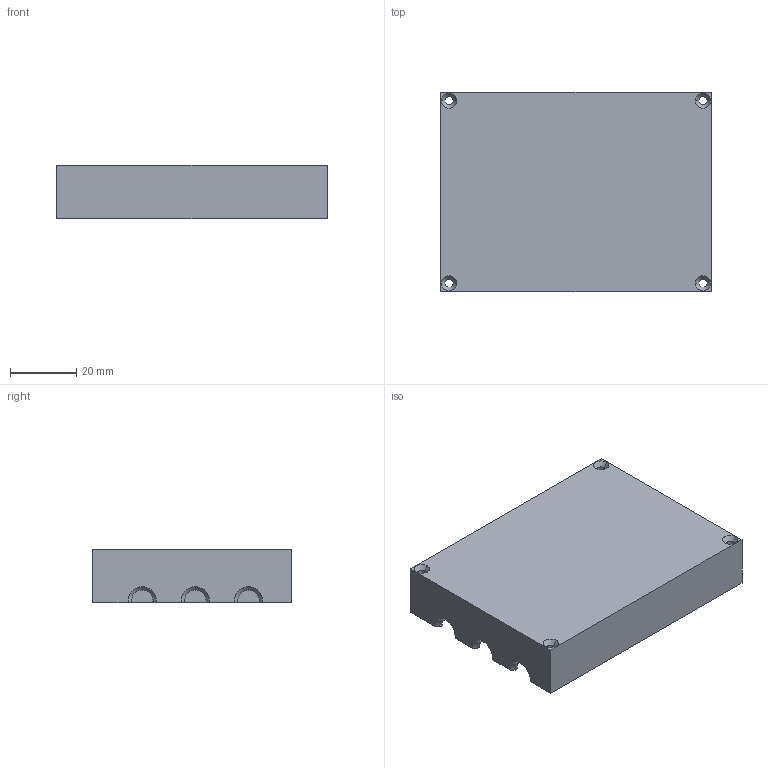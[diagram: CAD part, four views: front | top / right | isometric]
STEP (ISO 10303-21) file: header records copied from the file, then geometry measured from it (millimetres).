
FILE_DESCRIPTION (( 'STEP AP214' ), '1' );
FILE_NAME ('Twitch Main Base V3.STEP', '2024-03-28T12:51:13', ( '' ), ( '' ), 'SwSTEP 2.0', 'SolidWorks 2020', '' );
FILE_SCHEMA (( 'AUTOMOTIVE_DESIGN' ));
Length unit declared in the file: millimetre
Products named in the file (1): Twitch Main Base V3
Bounding box: 81.5 x 60 x 16 mm (x, y, z)
Volume: 21280.1 mm3; surface area: 18312.5 mm2
Topology: 1 solids, 1 shells, 86 faces, 229 edges, 150 vertices
Faces by surface type: plane 38, cylinder 34, cone 14
Entity records: 2751 total; most frequent: CARTESIAN_POINT 484, DIRECTION 483, ORIENTED_EDGE 458, EDGE_CURVE 229, AXIS2_PLACEMENT_3D 173, VERTEX_POINT 150, LINE 137, VECTOR 137
